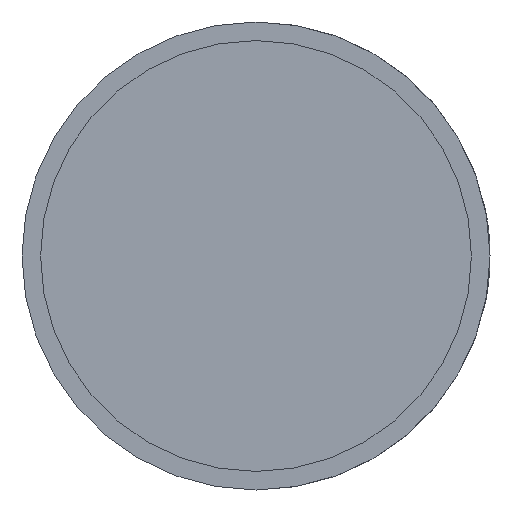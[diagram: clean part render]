
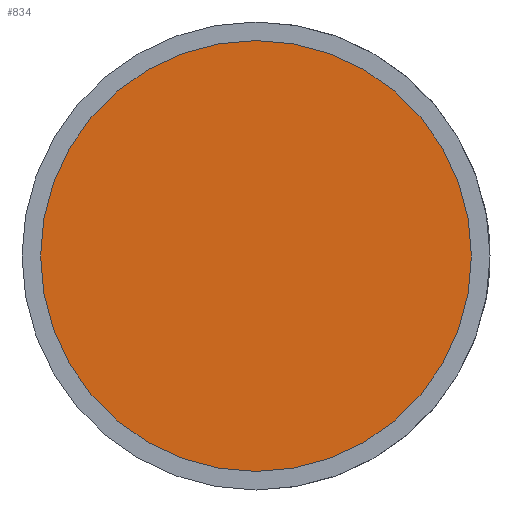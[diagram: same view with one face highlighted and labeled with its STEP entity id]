
A CAD part, front view. The second image highlights one B-rep face of the part: STEP entity #834.
In plain terms, the highlighted planar face has unit normal (0, -1, 0).
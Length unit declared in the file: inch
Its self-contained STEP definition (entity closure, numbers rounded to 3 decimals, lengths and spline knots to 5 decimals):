
#4 = DIRECTION ( 'NONE',  ( 0., -1., 0. ) ) ;
#11 = EDGE_CURVE ( 'NONE', #269, #85, #1149, .T. ) ;
#20 = DIRECTION ( 'NONE',  ( 0., 0., -1. ) ) ;
#85 = VERTEX_POINT ( 'NONE', #1172 ) ;
#156 = FACE_OUTER_BOUND ( 'NONE', #346, .T. ) ;
#269 = VERTEX_POINT ( 'NONE', #365 ) ;
#323 = CIRCLE ( 'NONE', #1193, 0.725 ) ;
#332 = AXIS2_PLACEMENT_3D ( 'NONE', #1209, #1144, #1249 ) ;
#346 = EDGE_LOOP ( 'NONE', ( #611, #787 ) ) ;
#365 = CARTESIAN_POINT ( 'NONE',  ( 0.725, -0.039, 0. ) ) ;
#373 = EDGE_CURVE ( 'NONE', #85, #269, #323, .T. ) ;
#502 = DIRECTION ( 'NONE',  ( 0., -1., 0. ) ) ;
#611 = ORIENTED_EDGE ( 'NONE', *, *, #373, .T. ) ;
#762 = AXIS2_PLACEMENT_3D ( 'NONE', #1081, #502, #1184 ) ;
#787 = ORIENTED_EDGE ( 'NONE', *, *, #11, .T. ) ;
#834 = ADVANCED_FACE ( 'NONE', ( #156 ), #1045, .T. ) ;
#1045 = PLANE ( 'NONE',  #332 ) ;
#1081 = CARTESIAN_POINT ( 'NONE',  ( 0., -0.039, 0. ) ) ;
#1144 = DIRECTION ( 'NONE',  ( 0., -1., 0. ) ) ;
#1149 = CIRCLE ( 'NONE', #762, 0.725 ) ;
#1172 = CARTESIAN_POINT ( 'NONE',  ( -0.725, -0.039, 0. ) ) ;
#1184 = DIRECTION ( 'NONE',  ( 0., 0., -1. ) ) ;
#1193 = AXIS2_PLACEMENT_3D ( 'NONE', #1247, #4, #20 ) ;
#1209 = CARTESIAN_POINT ( 'NONE',  ( 0., -0.039, 0. ) ) ;
#1247 = CARTESIAN_POINT ( 'NONE',  ( 0., -0.039, 0. ) ) ;
#1249 = DIRECTION ( 'NONE',  ( 0., 0., -1. ) ) ;
